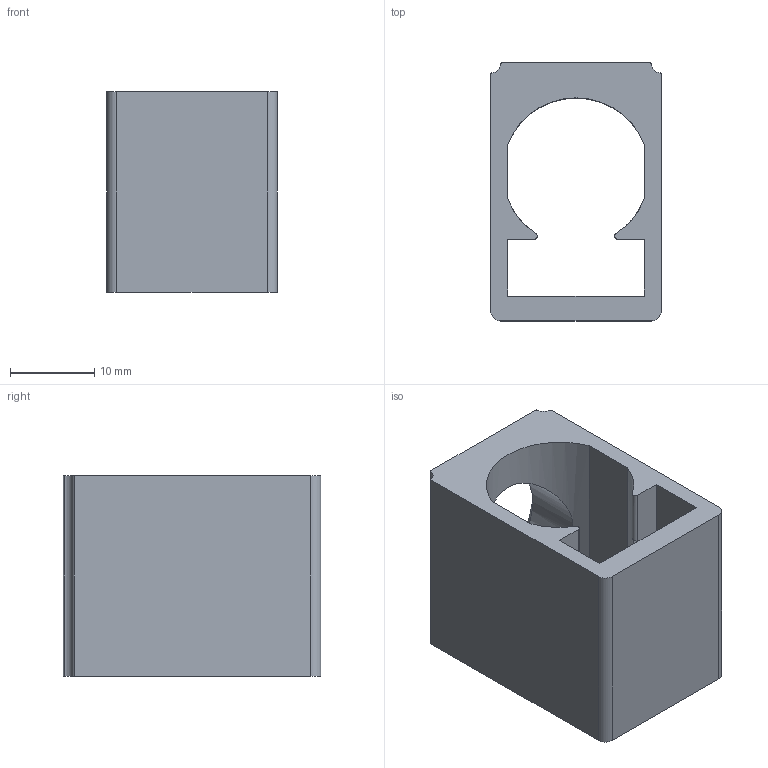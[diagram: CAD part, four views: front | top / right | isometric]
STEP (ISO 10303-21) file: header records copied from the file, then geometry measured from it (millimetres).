
FILE_DESCRIPTION(/* description */ (''),/* implementation_level */ '2;1');
FILE_NAME(/* name */ 'B300.stp',/* time_stamp */ '2017-10-02T13:08:04-04:00',/* author */ ('tsmith'),/* organization */ (''),/* preprocessor_version */ 'ST-DEVELOPER v16.5',/* originating_system */ 'Autodesk Inventor 2017',/* authorisation */ '');
FILE_SCHEMA (('AUTOMOTIVE_DESIGN { 1 0 10303 214 3 1 1 }'));
Length unit declared in the file: inch
Products named in the file (1): B300
Bounding box: 20.19 x 30.56 x 23.8 mm (x, y, z)
Volume: 5610.5 mm3; surface area: 4715.4 mm2
Topology: 1 solids, 1 shells, 32 faces, 89 edges, 59 vertices
Faces by surface type: cylinder 18, plane 13, cone 1
Full cylindrical faces by diameter (mm): 14.351 x1
Entity records: 1189 total; most frequent: CARTESIAN_POINT 317, DIRECTION 176, ORIENTED_EDGE 174, EDGE_CURVE 87, AXIS2_PLACEMENT_3D 63, VERTEX_POINT 59, LINE 50, VECTOR 50
